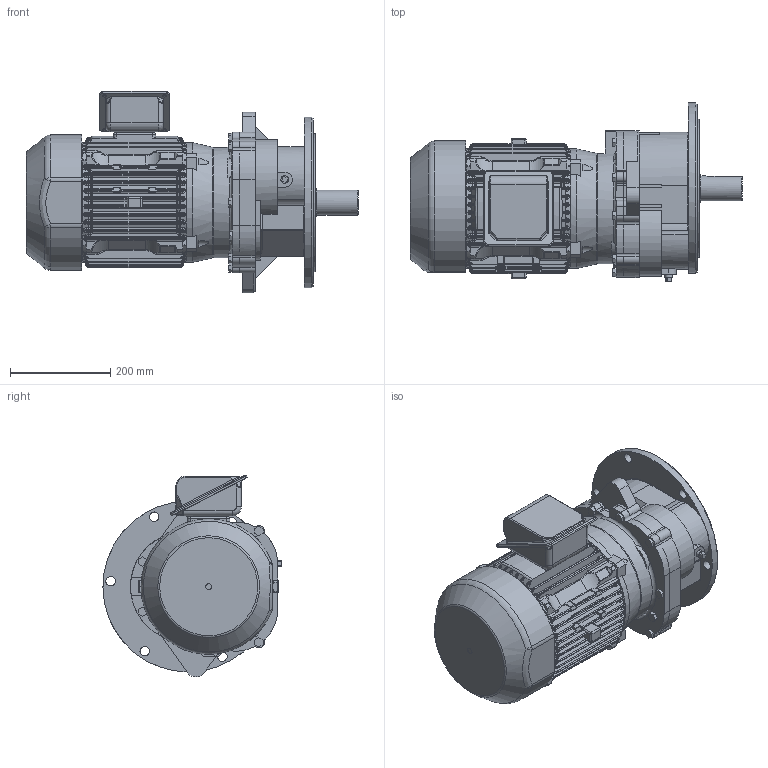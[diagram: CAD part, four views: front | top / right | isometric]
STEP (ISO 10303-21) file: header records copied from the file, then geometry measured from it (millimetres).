
FILE_DESCRIPTION (( 'STEP AP214' ), '1' );
FILE_NAME ('F1-18_V_EK2DO08339H001_defeature.stp', '2022-06-02T00:52:36', ( 'Windows 餌辨濠' ), ( '' ), 'SwSTEP 2.0', 'SolidWorks 2021', '' );
FILE_SCHEMA (( 'AUTOMOTIVE_DESIGN' ));
Length unit declared in the file: millimetre
Products named in the file (1): F1-18_V_EK2DO08339H001_defeature
Bounding box: 661.6 x 355 x 402.34 mm (x, y, z)
Volume: 29873199.3 mm3; surface area: 1038280.1 mm2
Topology: 2 solids, 3 shells, 2914 faces, 7130 edges, 4227 vertices
Faces by surface type: cylinder 1069, bspline 857, plane 662, torus 166, cone 88, sphere 72
Full cylindrical faces by diameter (mm): 2.7 x2, 4 x2, 8 x4, 10.2 x1, 12 x1, 19 x6, 50 x1, 55 x1, 59.6 x1, 78 x1, 220 x1, 255 x1, 275 x1, 340 x1
Entity records: 112721 total; most frequent: CARTESIAN_POINT 50848, ORIENTED_EDGE 14056, DIRECTION 11343, EDGE_CURVE 7028, AXIS2_PLACEMENT_3D 4432, VERTEX_POINT 4197, EDGE_LOOP 3003, FACE_OUTER_BOUND 2940
